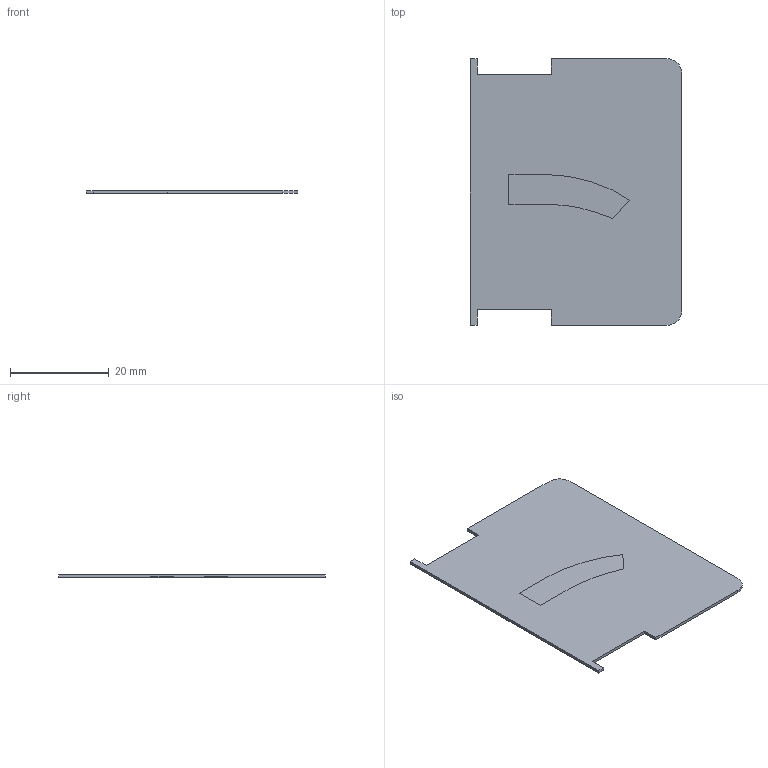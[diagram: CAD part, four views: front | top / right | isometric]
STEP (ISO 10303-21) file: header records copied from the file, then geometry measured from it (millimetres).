
FILE_DESCRIPTION(/* description */ (''),/* implementation_level */ '2;1');
FILE_NAME(/* name */ 'Flap #,.step',/* time_stamp */ '2021-09-18T09:21:38+12:00',/* author */ (''),/* organization */ (''),/* preprocessor_version */ 'ST-DEVELOPER v18.1',/* originating_system */ 'Autodesk Translation Framework v10.10.0.1391',/* authorisation */ '');
FILE_SCHEMA (('AUTOMOTIVE_DESIGN { 1 0 10303 214 3 1 1 }'));
Length unit declared in the file: millimetre
Products named in the file (1): Flap #,
Bounding box: 42.8 x 54 x 0.6 mm (x, y, z)
Volume: 1326.8 mm3; surface area: 5750.8 mm2
Topology: 3 solids, 3 shells, 77 faces, 210 edges, 140 vertices
Faces by surface type: plane 67, bspline 8, cylinder 2
Entity records: 2593 total; most frequent: CARTESIAN_POINT 644, ORIENTED_EDGE 420, DIRECTION 338, EDGE_CURVE 210, LINE 190, VECTOR 190, VERTEX_POINT 140, EDGE_LOOP 78
